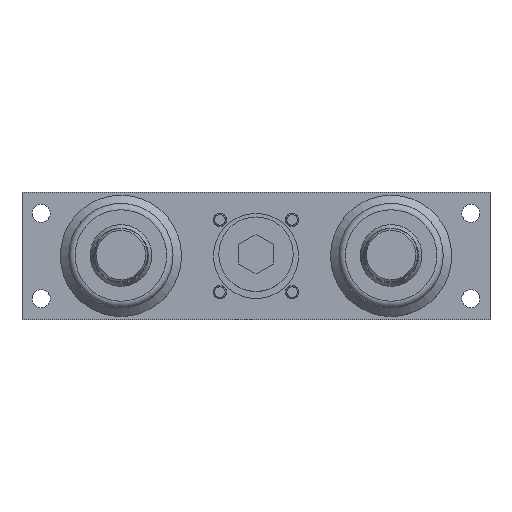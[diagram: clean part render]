
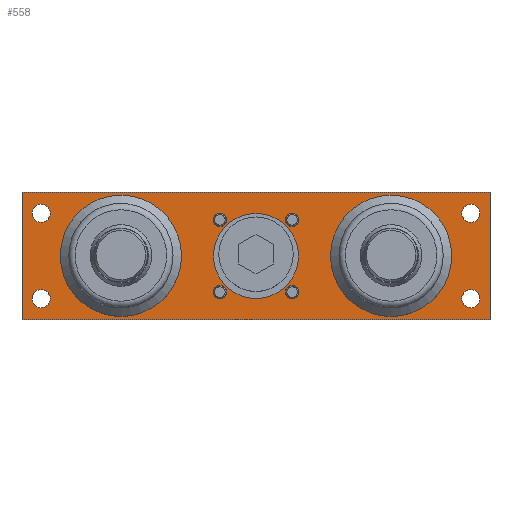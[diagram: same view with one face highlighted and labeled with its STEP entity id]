
A CAD part, top view. The second image highlights one B-rep face of the part: STEP entity #558.
In plain terms, the highlighted planar face has unit normal (0, 0, 1).
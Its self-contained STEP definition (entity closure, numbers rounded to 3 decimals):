
#558 = ADVANCED_FACE( '', ( #1311, #1312, #1313, #1314, #1315, #1316, #1317, #1318, #1319, #1320, #1321, #1322 ), #1323, .F. );
#1311 = FACE_BOUND( '', #2284, .T. );
#1312 = FACE_OUTER_BOUND( '', #2285, .T. );
#1313 = FACE_BOUND( '', #2286, .T. );
#1314 = FACE_BOUND( '', #2287, .T. );
#1315 = FACE_BOUND( '', #2288, .T. );
#1316 = FACE_BOUND( '', #2289, .T. );
#1317 = FACE_BOUND( '', #2290, .T. );
#1318 = FACE_BOUND( '', #2291, .T. );
#1319 = FACE_BOUND( '', #2292, .T. );
#1320 = FACE_BOUND( '', #2293, .T. );
#1321 = FACE_BOUND( '', #2294, .T. );
#1322 = FACE_BOUND( '', #2295, .T. );
#1323 = PLANE( '', #2296 );
#2284 = EDGE_LOOP( '', ( #3742 ) );
#2285 = EDGE_LOOP( '', ( #3743, #3744, #3745, #3746 ) );
#2286 = EDGE_LOOP( '', ( #3747 ) );
#2287 = EDGE_LOOP( '', ( #3748 ) );
#2288 = EDGE_LOOP( '', ( #3749 ) );
#2289 = EDGE_LOOP( '', ( #3750 ) );
#2290 = EDGE_LOOP( '', ( #3751 ) );
#2291 = EDGE_LOOP( '', ( #3752 ) );
#2292 = EDGE_LOOP( '', ( #3753 ) );
#2293 = EDGE_LOOP( '', ( #3754 ) );
#2294 = EDGE_LOOP( '', ( #3755 ) );
#2295 = EDGE_LOOP( '', ( #3756 ) );
#2296 = AXIS2_PLACEMENT_3D( '', #3757, #3758, #3759 );
#3742 = ORIENTED_EDGE( '', *, *, #5077, .T. );
#3743 = ORIENTED_EDGE( '', *, *, #4902, .F. );
#3744 = ORIENTED_EDGE( '', *, *, #5078, .F. );
#3745 = ORIENTED_EDGE( '', *, *, #5079, .F. );
#3746 = ORIENTED_EDGE( '', *, *, #5080, .F. );
#3747 = ORIENTED_EDGE( '', *, *, #4937, .T. );
#3748 = ORIENTED_EDGE( '', *, *, #4972, .F. );
#3749 = ORIENTED_EDGE( '', *, *, #5081, .F. );
#3750 = ORIENTED_EDGE( '', *, *, #4800, .T. );
#3751 = ORIENTED_EDGE( '', *, *, #5082, .T. );
#3752 = ORIENTED_EDGE( '', *, *, #4914, .T. );
#3753 = ORIENTED_EDGE( '', *, *, #5083, .T. );
#3754 = ORIENTED_EDGE( '', *, *, #5033, .T. );
#3755 = ORIENTED_EDGE( '', *, *, #4929, .T. );
#3756 = ORIENTED_EDGE( '', *, *, #5057, .F. );
#3757 = CARTESIAN_POINT( '', ( -110., 30., 13.8 ) );
#3758 = DIRECTION( '', ( 0., 0., -1. ) );
#3759 = DIRECTION( '', ( 0., 1., 0. ) );
#4800 = EDGE_CURVE( '', #5618, #5618, #5619, .T. );
#4902 = EDGE_CURVE( '', #5769, #5771, #5772, .T. );
#4914 = EDGE_CURVE( '', #5790, #5790, #5791, .T. );
#4929 = EDGE_CURVE( '', #5814, #5814, #5815, .T. );
#4937 = EDGE_CURVE( '', #5826, #5826, #5827, .T. );
#4972 = EDGE_CURVE( '', #5875, #5875, #5876, .T. );
#5033 = EDGE_CURVE( '', #5968, #5968, #5969, .T. );
#5057 = EDGE_CURVE( '', #6003, #6003, #6004, .T. );
#5077 = EDGE_CURVE( '', #6028, #6028, #6029, .T. );
#5078 = EDGE_CURVE( '', #6030, #5769, #6031, .T. );
#5079 = EDGE_CURVE( '', #6032, #6030, #6033, .T. );
#5080 = EDGE_CURVE( '', #5771, #6032, #6034, .T. );
#5081 = EDGE_CURVE( '', #6035, #6035, #6036, .T. );
#5082 = EDGE_CURVE( '', #6037, #6037, #6038, .T. );
#5083 = EDGE_CURVE( '', #6039, #6039, #6040, .T. );
#5618 = VERTEX_POINT( '', #6831 );
#5619 = CIRCLE( '', #6832, 4.25 );
#5769 = VERTEX_POINT( '', #7125 );
#5771 = VERTEX_POINT( '', #7128 );
#5772 = LINE( '', #7129, #7130 );
#5790 = VERTEX_POINT( '', #7156 );
#5791 = CIRCLE( '', #7157, 3.1 );
#5814 = VERTEX_POINT( '', #7213 );
#5815 = CIRCLE( '', #7214, 19.98 );
#5826 = VERTEX_POINT( '', #7260 );
#5827 = CIRCLE( '', #7261, 4.25 );
#5875 = VERTEX_POINT( '', #7357 );
#5876 = CIRCLE( '', #7358, 4.25 );
#5968 = VERTEX_POINT( '', #7497 );
#5969 = CIRCLE( '', #7498, 3.1 );
#6003 = VERTEX_POINT( '', #7604 );
#6004 = CIRCLE( '', #7605, 28.5 );
#6028 = VERTEX_POINT( '', #7639 );
#6029 = CIRCLE( '', #7640, 28.5 );
#6030 = VERTEX_POINT( '', #7641 );
#6031 = LINE( '', #7642, #7643 );
#6032 = VERTEX_POINT( '', #7644 );
#6033 = LINE( '', #7645, #7646 );
#6034 = LINE( '', #7647, #7648 );
#6035 = VERTEX_POINT( '', #7649 );
#6036 = CIRCLE( '', #7650, 4.25 );
#6037 = VERTEX_POINT( '', #7651 );
#6038 = CIRCLE( '', #7652, 3.1 );
#6039 = VERTEX_POINT( '', #7653 );
#6040 = CIRCLE( '', #7654, 3.1 );
#6831 = CARTESIAN_POINT( '', ( -105.25, -20., 13.8 ) );
#6832 = AXIS2_PLACEMENT_3D( '', #8171, #8172, #8173 );
#7125 = CARTESIAN_POINT( '', ( -110., -30., 13.8 ) );
#7128 = CARTESIAN_POINT( '', ( -110., 30., 13.8 ) );
#7129 = CARTESIAN_POINT( '', ( -110., -30., 13.8 ) );
#7130 = VECTOR( '', #8279, 1000. );
#7156 = CARTESIAN_POINT( '', ( -16.971, 20.071, 13.8 ) );
#7157 = AXIS2_PLACEMENT_3D( '', #8288, #8289, #8290 );
#7213 = CARTESIAN_POINT( '', ( -19.98, 0., 13.8 ) );
#7214 = AXIS2_PLACEMENT_3D( '', #8312, #8313, #8314 );
#7260 = CARTESIAN_POINT( '', ( 105.25, 20., 13.8 ) );
#7261 = AXIS2_PLACEMENT_3D( '', #8320, #8321, #8322 );
#7357 = CARTESIAN_POINT( '', ( -105.25, 20., 13.8 ) );
#7358 = AXIS2_PLACEMENT_3D( '', #8353, #8354, #8355 );
#7497 = CARTESIAN_POINT( '', ( 16.971, -20.071, 13.8 ) );
#7498 = AXIS2_PLACEMENT_3D( '', #8430, #8431, #8432 );
#7604 = CARTESIAN_POINT( '', ( -35., 0., 13.8 ) );
#7605 = AXIS2_PLACEMENT_3D( '', #8457, #8458, #8459 );
#7639 = CARTESIAN_POINT( '', ( 35., 0., 13.8 ) );
#7640 = AXIS2_PLACEMENT_3D( '', #8476, #8477, #8478 );
#7641 = CARTESIAN_POINT( '', ( 110., -30., 13.8 ) );
#7642 = CARTESIAN_POINT( '', ( 110., -30., 13.8 ) );
#7643 = VECTOR( '', #8479, 1000. );
#7644 = CARTESIAN_POINT( '', ( 110., 30., 13.8 ) );
#7645 = CARTESIAN_POINT( '', ( 110., 30., 13.8 ) );
#7646 = VECTOR( '', #8480, 1000. );
#7647 = CARTESIAN_POINT( '', ( -110., 30., 13.8 ) );
#7648 = VECTOR( '', #8481, 1000. );
#7649 = CARTESIAN_POINT( '', ( 105.25, -20., 13.8 ) );
#7650 = AXIS2_PLACEMENT_3D( '', #8482, #8483, #8484 );
#7651 = CARTESIAN_POINT( '', ( 20.071, 16.971, 13.8 ) );
#7652 = AXIS2_PLACEMENT_3D( '', #8485, #8486, #8487 );
#7653 = CARTESIAN_POINT( '', ( -20.071, -16.971, 13.8 ) );
#7654 = AXIS2_PLACEMENT_3D( '', #8488, #8489, #8490 );
#8171 = CARTESIAN_POINT( '', ( -101., -20., 13.8 ) );
#8172 = DIRECTION( '', ( 0., 0., -1. ) );
#8173 = DIRECTION( '', ( -1., 0., 0. ) );
#8279 = DIRECTION( '', ( 0., 1., 0. ) );
#8288 = CARTESIAN_POINT( '', ( -16.971, 16.971, 13.8 ) );
#8289 = DIRECTION( '', ( 0., 0., -1. ) );
#8290 = DIRECTION( '', ( 0., 1., 0. ) );
#8312 = CARTESIAN_POINT( '', ( 0., 0., 13.8 ) );
#8313 = DIRECTION( '', ( 0., 0., -1. ) );
#8314 = DIRECTION( '', ( -1., 0., 0. ) );
#8320 = CARTESIAN_POINT( '', ( 101., 20., 13.8 ) );
#8321 = DIRECTION( '', ( 0., 0., -1. ) );
#8322 = DIRECTION( '', ( 1., 0., 0. ) );
#8353 = CARTESIAN_POINT( '', ( -101., 20., 13.8 ) );
#8354 = DIRECTION( '', ( 0., 0., 1. ) );
#8355 = DIRECTION( '', ( -1., 0., 0. ) );
#8430 = CARTESIAN_POINT( '', ( 16.971, -16.971, 13.8 ) );
#8431 = DIRECTION( '', ( 0., 0., -1. ) );
#8432 = DIRECTION( '', ( 0., -1., 0. ) );
#8457 = CARTESIAN_POINT( '', ( -63.5, 0., 13.8 ) );
#8458 = DIRECTION( '', ( 0., 0., 1. ) );
#8459 = DIRECTION( '', ( 1., 0., 0. ) );
#8476 = CARTESIAN_POINT( '', ( 63.5, 0., 13.8 ) );
#8477 = DIRECTION( '', ( 0., 0., -1. ) );
#8478 = DIRECTION( '', ( -1., 0., 0. ) );
#8479 = DIRECTION( '', ( -1., 0., 0. ) );
#8480 = DIRECTION( '', ( 0., -1., 0. ) );
#8481 = DIRECTION( '', ( 1., 0., 0. ) );
#8482 = CARTESIAN_POINT( '', ( 101., -20., 13.8 ) );
#8483 = DIRECTION( '', ( 0., 0., 1. ) );
#8484 = DIRECTION( '', ( 1., 0., 0. ) );
#8485 = CARTESIAN_POINT( '', ( 16.971, 16.971, 13.8 ) );
#8486 = DIRECTION( '', ( 0., 0., -1. ) );
#8487 = DIRECTION( '', ( 1., 0., 0. ) );
#8488 = CARTESIAN_POINT( '', ( -16.971, -16.971, 13.8 ) );
#8489 = DIRECTION( '', ( 0., 0., -1. ) );
#8490 = DIRECTION( '', ( -1., 0., 0. ) );
